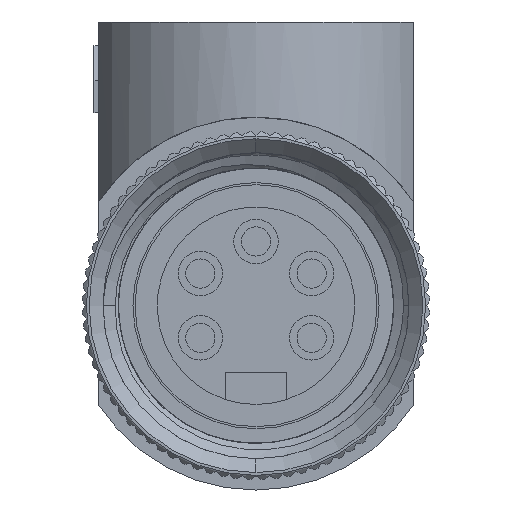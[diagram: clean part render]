
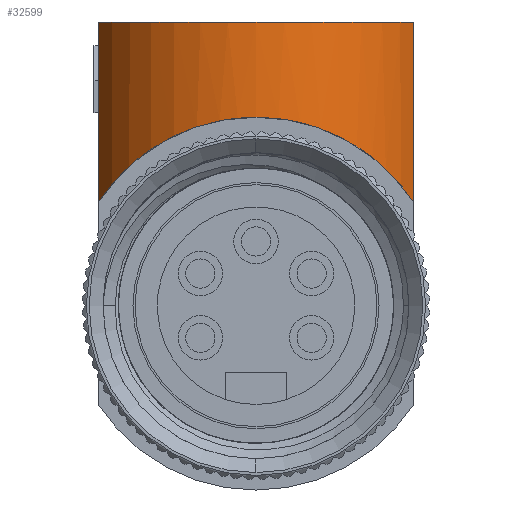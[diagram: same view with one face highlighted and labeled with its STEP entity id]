
A CAD part, left-side view. The second image highlights one B-rep face of the part: STEP entity #32599.
In plain terms, the highlighted cylindrical face has radius 12.5 mm (diameter 25 mm), a partial arc.
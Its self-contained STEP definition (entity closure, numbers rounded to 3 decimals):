
#866 = CIRCLE ( 'NONE', #37834, 12.5 ) ;
#891 = DIRECTION ( 'NONE',  ( 0., 1., 0. ) ) ;
#1184 = EDGE_CURVE ( 'NONE', #25976, #19929, #17801, .T. ) ;
#2085 = DIRECTION ( 'NONE',  ( 0., 0., 1. ) ) ;
#2536 = DIRECTION ( 'NONE',  ( 0., 0., -1. ) ) ;
#2735 = EDGE_CURVE ( 'NONE', #37625, #25976, #10386, .T. ) ;
#3555 = ORIENTED_EDGE ( 'NONE', *, *, #2735, .T. ) ;
#4492 = FACE_OUTER_BOUND ( 'NONE', #41097, .T. ) ;
#4904 = CARTESIAN_POINT ( 'NONE',  ( 12.389, 8.816, 12.107 ) ) ;
#6013 = DIRECTION ( 'NONE',  ( 0., 1., 0. ) ) ;
#10386 = B_SPLINE_CURVE_WITH_KNOTS ( 'NONE', 3,
 ( #31618, #31680, #31301, #31247, #31205, #31146, #31037, #42749, #36332, #30929, #30885, #30830, #4904, #30769, #30725, #13448, #30667, #30609, #30565, #30412, #30369, #31558, #30312, #30275 ),
 .UNSPECIFIED., .F., .F.,
 ( 4, 2, 2, 2, 2, 2, 2, 2, 2, 2, 2, 4 ),
 ( 0., 0.002, 0.004, 0.006, 0.007, 0.008, 0.01, 0.011, 0.012, 0.014, 0.015, 0.016 ),
 .UNSPECIFIED. ) ;
#12875 = CARTESIAN_POINT ( 'NONE',  ( 18.074, -8.646, 20.398 ) ) ;
#13008 = CARTESIAN_POINT ( 'NONE',  ( 18.074, -8.646, 7.398 ) ) ;
#13448 = CARTESIAN_POINT ( 'NONE',  ( 11.617, 7.132, 12.808 ) ) ;
#15840 = CARTESIAN_POINT ( 'NONE',  ( 18.074, 14.054, 7.398 ) ) ;
#16750 = DIRECTION ( 'NONE',  ( 0., 0., -1. ) ) ;
#17801 = B_SPLINE_CURVE_WITH_KNOTS ( 'NONE', 3,
 ( #42106, #42422, #42167, #42054, #42002, #41992, #41944, #41888, #41881, #41828, #41774, #41724, #41677, #41667, #41611, #41569, #41562, #41509, #41454, #41406, #41394, #41348 ),
 .UNSPECIFIED., .F., .F.,
 ( 4, 2, 2, 2, 2, 2, 2, 2, 2, 2, 4 ),
 ( 0.016, 0.017, 0.018, 0.019, 0.02, 0.021, 0.023, 0.025, 0.027, 0.029, 0.031 ),
 .UNSPECIFIED. ) ;
#18126 = EDGE_CURVE ( 'NONE', #39846, #37625, #23870, .T. ) ;
#18355 = AXIS2_PLACEMENT_3D ( 'NONE', #35091, #16750, #6013 ) ;
#19718 = EDGE_CURVE ( 'NONE', #19929, #28418, #41018, .T. ) ;
#19929 = VERTEX_POINT ( 'NONE', #36257 ) ;
#21461 = VECTOR ( 'NONE', #2085, 1000. ) ;
#22022 = CARTESIAN_POINT ( 'NONE',  ( 10.811, 2.704, 13.548 ) ) ;
#22771 = DIRECTION ( 'NONE',  ( 0., 0., -1. ) ) ;
#23870 = LINE ( 'NONE', #46454, #31246 ) ;
#25976 = VERTEX_POINT ( 'NONE', #22022 ) ;
#26449 = EDGE_CURVE ( 'NONE', #28418, #39846, #866, .T. ) ;
#28418 = VERTEX_POINT ( 'NONE', #12875 ) ;
#30275 = CARTESIAN_POINT ( 'NONE',  ( 10.811, 2.704, 13.548 ) ) ;
#30312 = CARTESIAN_POINT ( 'NONE',  ( 10.811, 3.031, 13.548 ) ) ;
#30369 = CARTESIAN_POINT ( 'NONE',  ( 10.875, 4.011, 13.489 ) ) ;
#30412 = CARTESIAN_POINT ( 'NONE',  ( 10.914, 4.338, 13.453 ) ) ;
#30565 = CARTESIAN_POINT ( 'NONE',  ( 11.068, 5.312, 13.311 ) ) ;
#30609 = CARTESIAN_POINT ( 'NONE',  ( 11.219, 5.935, 13.172 ) ) ;
#30667 = CARTESIAN_POINT ( 'NONE',  ( 11.509, 6.837, 12.906 ) ) ;
#30725 = CARTESIAN_POINT ( 'NONE',  ( 11.853, 7.711, 12.593 ) ) ;
#30769 = CARTESIAN_POINT ( 'NONE',  ( 11.981, 7.995, 12.476 ) ) ;
#30830 = CARTESIAN_POINT ( 'NONE',  ( 12.693, 9.327, 11.833 ) ) ;
#30885 = CARTESIAN_POINT ( 'NONE',  ( 13.192, 10.049, 11.388 ) ) ;
#30929 = CARTESIAN_POINT ( 'NONE',  ( 13.365, 10.282, 11.234 ) ) ;
#31037 = CARTESIAN_POINT ( 'NONE',  ( 14.49, 11.579, 10.251 ) ) ;
#31146 = CARTESIAN_POINT ( 'NONE',  ( 14.893, 11.961, 9.906 ) ) ;
#31205 = CARTESIAN_POINT ( 'NONE',  ( 15.734, 12.661, 9.201 ) ) ;
#31246 = VECTOR ( 'NONE', #2536, 1000. ) ;
#31247 = CARTESIAN_POINT ( 'NONE',  ( 16.173, 12.98, 8.842 ) ) ;
#31301 = CARTESIAN_POINT ( 'NONE',  ( 17.09, 13.56, 8.119 ) ) ;
#31558 = CARTESIAN_POINT ( 'NONE',  ( 10.824, 3.358, 13.537 ) ) ;
#31618 = CARTESIAN_POINT ( 'NONE',  ( 18.074, 14.054, 7.398 ) ) ;
#31680 = CARTESIAN_POINT ( 'NONE',  ( 17.569, 13.821, 7.756 ) ) ;
#32143 = CARTESIAN_POINT ( 'NONE',  ( 18.074, 14.054, 20.398 ) ) ;
#32462 = CYLINDRICAL_SURFACE ( 'NONE', #18355, 12.5 ) ;
#32500 = ORIENTED_EDGE ( 'NONE', *, *, #18126, .T. ) ;
#32599 = ADVANCED_FACE ( 'NONE', ( #4492 ), #32462, .T. ) ;
#35091 = CARTESIAN_POINT ( 'NONE',  ( 23.311, 2.704, 20.398 ) ) ;
#36257 = CARTESIAN_POINT ( 'NONE',  ( 18.074, -8.646, 7.398 ) ) ;
#36332 = CARTESIAN_POINT ( 'NONE',  ( 13.726, 10.733, 10.916 ) ) ;
#36539 = ORIENTED_EDGE ( 'NONE', *, *, #1184, .T. ) ;
#37597 = ORIENTED_EDGE ( 'NONE', *, *, #19718, .T. ) ;
#37625 = VERTEX_POINT ( 'NONE', #15840 ) ;
#37834 = AXIS2_PLACEMENT_3D ( 'NONE', #44784, #22771, #891 ) ;
#39846 = VERTEX_POINT ( 'NONE', #32143 ) ;
#41018 = LINE ( 'NONE', #13008, #21461 ) ;
#41080 = ORIENTED_EDGE ( 'NONE', *, *, #26449, .T. ) ;
#41097 = EDGE_LOOP ( 'NONE', ( #41080, #32500, #3555, #36539, #37597 ) ) ;
#41348 = CARTESIAN_POINT ( 'NONE',  ( 18.074, -8.646, 7.398 ) ) ;
#41394 = CARTESIAN_POINT ( 'NONE',  ( 17.57, -8.413, 7.755 ) ) ;
#41406 = CARTESIAN_POINT ( 'NONE',  ( 17.089, -8.151, 8.12 ) ) ;
#41454 = CARTESIAN_POINT ( 'NONE',  ( 16.163, -7.565, 8.85 ) ) ;
#41509 = CARTESIAN_POINT ( 'NONE',  ( 15.719, -7.241, 9.214 ) ) ;
#41562 = CARTESIAN_POINT ( 'NONE',  ( 14.875, -6.536, 9.92 ) ) ;
#41569 = CARTESIAN_POINT ( 'NONE',  ( 14.474, -6.155, 10.264 ) ) ;
#41611 = CARTESIAN_POINT ( 'NONE',  ( 13.715, -5.326, 10.925 ) ) ;
#41667 = CARTESIAN_POINT ( 'NONE',  ( 13.355, -4.877, 11.243 ) ) ;
#41677 = CARTESIAN_POINT ( 'NONE',  ( 12.686, -3.907, 11.839 ) ) ;
#41724 = CARTESIAN_POINT ( 'NONE',  ( 12.382, -3.394, 12.113 ) ) ;
#41774 = CARTESIAN_POINT ( 'NONE',  ( 11.977, -2.577, 12.48 ) ) ;
#41828 = CARTESIAN_POINT ( 'NONE',  ( 11.85, -2.296, 12.596 ) ) ;
#41881 = CARTESIAN_POINT ( 'NONE',  ( 11.615, -1.718, 12.81 ) ) ;
#41888 = CARTESIAN_POINT ( 'NONE',  ( 11.507, -1.421, 12.909 ) ) ;
#41944 = CARTESIAN_POINT ( 'NONE',  ( 11.217, -0.517, 13.175 ) ) ;
#41992 = CARTESIAN_POINT ( 'NONE',  ( 11.067, 0.105, 13.313 ) ) ;
#42002 = CARTESIAN_POINT ( 'NONE',  ( 10.914, 1.071, 13.453 ) ) ;
#42054 = CARTESIAN_POINT ( 'NONE',  ( 10.875, 1.399, 13.489 ) ) ;
#42106 = CARTESIAN_POINT ( 'NONE',  ( 10.811, 2.704, 13.548 ) ) ;
#42167 = CARTESIAN_POINT ( 'NONE',  ( 10.823, 2.052, 13.537 ) ) ;
#42422 = CARTESIAN_POINT ( 'NONE',  ( 10.811, 2.378, 13.548 ) ) ;
#42749 = CARTESIAN_POINT ( 'NONE',  ( 13.914, 10.952, 10.752 ) ) ;
#44784 = CARTESIAN_POINT ( 'NONE',  ( 23.311, 2.704, 20.398 ) ) ;
#46454 = CARTESIAN_POINT ( 'NONE',  ( 18.074, 14.054, 7.398 ) ) ;
